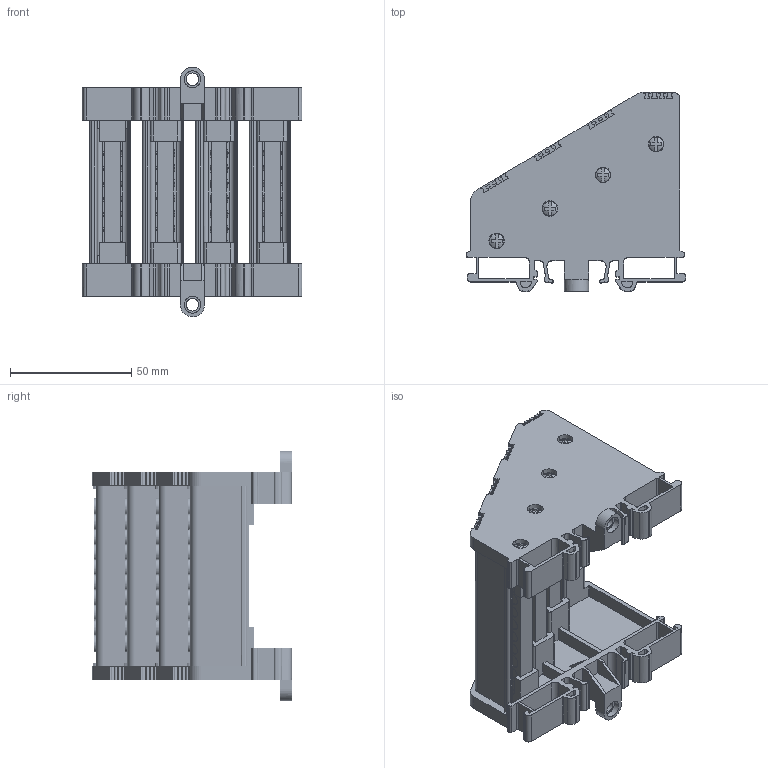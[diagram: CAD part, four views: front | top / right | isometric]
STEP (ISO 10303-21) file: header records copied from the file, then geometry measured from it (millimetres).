
FILE_DESCRIPTION (( 'STEP AP203' ), '1' );
FILE_NAME ('6,5x9 Dört Kutuplu Daðýtýcý Ünite - 10 Delikli ( Yüksek Tip)-1.STEP', '2019-01-22T06:36:04', ( '' ), ( '' ), 'SwSTEP 2.0', 'SolidWorks 2011', '' );
FILE_SCHEMA (( 'CONFIG_CONTROL_DESIGN' ));
Products named in the file (1): 6,5x9 Dört Kutuplu Daðýtýcý Ünite - 10 Delikli ( Yüksek Tip)-1
Bounding box: 90.84 x 82.3 x 103.18 mm (x, y, z)
Volume: 111304.2 mm3; surface area: 94593.1 mm2
Topology: 1 solids, 11 shells, 3688 faces, 11074 edges, 7556 vertices
Faces by surface type: plane 1854, cylinder 1136, cone 570, torus 96, bspline 32
Entity records: 164342 total; most frequent: CARTESIAN_POINT 75059, ORIENTED_EDGE 22148, DIRECTION 12995, EDGE_CURVE 11074, VERTEX_POINT 7556, B_SPLINE_CURVE_WITH_KNOTS 5640, LINE 5187, VECTOR 5187
